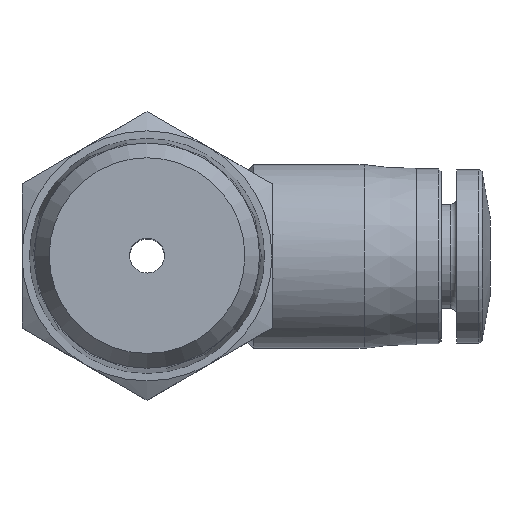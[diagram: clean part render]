
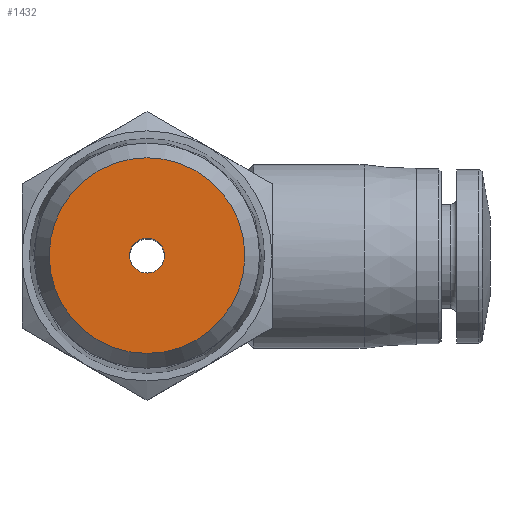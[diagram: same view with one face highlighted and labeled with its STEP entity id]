
A CAD part, top view. The second image highlights one B-rep face of the part: STEP entity #1432.
In plain terms, the highlighted planar face has unit normal (0, 0, 1).
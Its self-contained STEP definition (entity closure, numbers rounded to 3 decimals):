
#40=PLANE('',#1539);
#304=ORIENTED_EDGE('',*,*,#411,.F.);
#305=ORIENTED_EDGE('',*,*,#502,.T.);
#411=EDGE_CURVE('',#534,#534,#625,.T.);
#502=EDGE_CURVE('',#605,#605,#650,.T.);
#534=VERTEX_POINT('',#1903);
#605=VERTEX_POINT('',#2201);
#625=CIRCLE('',#1473,1.);
#650=CIRCLE('',#1540,5.591);
#730=EDGE_LOOP('',(#304));
#731=EDGE_LOOP('',(#305));
#838=FACE_BOUND('',#730,.T.);
#839=FACE_BOUND('',#731,.T.);
#1432=ADVANCED_FACE('',(#838,#839),#40,.F.);
#1473=AXIS2_PLACEMENT_3D('',#1902,#1610,#1611);
#1539=AXIS2_PLACEMENT_3D('',#2199,#1766,#1767);
#1540=AXIS2_PLACEMENT_3D('',#2200,#1768,#1769);
#1610=DIRECTION('',(0.,0.,1.));
#1611=DIRECTION('',(1.,0.,0.));
#1766=DIRECTION('',(0.,0.,-1.));
#1767=DIRECTION('',(-1.,0.,0.));
#1768=DIRECTION('',(0.,0.,1.));
#1769=DIRECTION('',(1.,0.,0.));
#1902=CARTESIAN_POINT('',(0.,0.,28.));
#1903=CARTESIAN_POINT('',(1.,0.,28.));
#2199=CARTESIAN_POINT('',(5.591,0.,28.));
#2200=CARTESIAN_POINT('',(0.,0.,28.));
#2201=CARTESIAN_POINT('',(5.591,0.,28.));
